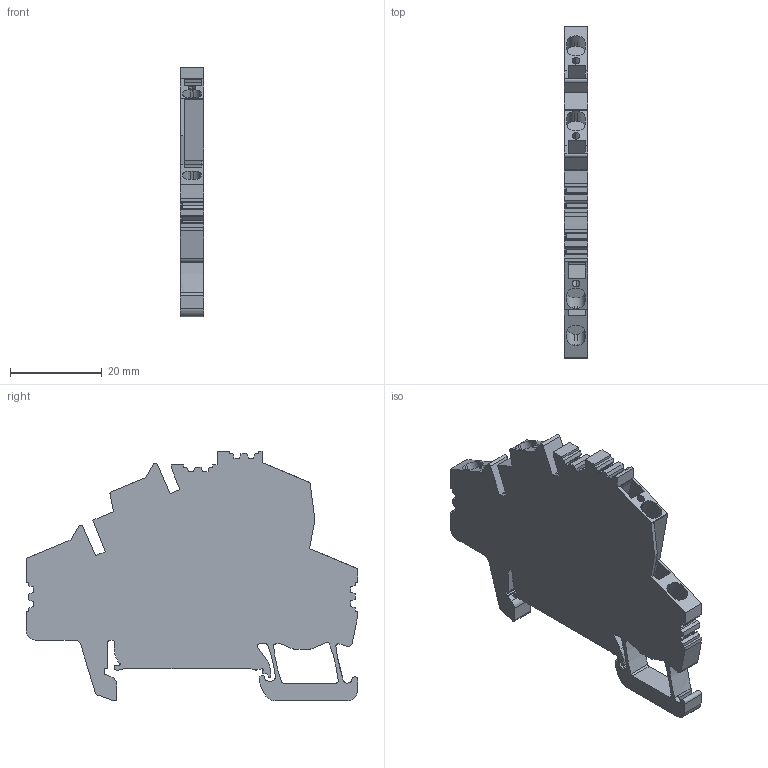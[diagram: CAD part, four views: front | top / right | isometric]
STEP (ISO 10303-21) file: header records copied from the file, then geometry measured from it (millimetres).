
FILE_DESCRIPTION(('CATIA V5R22 STEP214','CAx-IF Rec.Pracs.--- Model Styling and Organization---1.4--- 2014-01-23'),'2;1');
FILE_NAME ('021741-2_1', '2020-09-15T13:12:39+00:00', ('Weidmueller Interface'), ('Weidmueller'), 'CATIA Version 5-6 Release 2016 SP3 HF44', 'CATIA V5 STEP AP214', 'none');
FILE_SCHEMA(('AUTOMOTIVE_DESIGN { 1 0 10303 214 1 1 1 1 }'));
Length unit declared in the file: millimetre
Products named in the file (1): 1791040000
Bounding box: 5.1 x 72.35 x 54.5 mm (x, y, z)
Volume: 11788.3 mm3; surface area: 8313.4 mm2
Topology: 1 solids, 1 shells, 353 faces, 1050 edges, 710 vertices
Faces by surface type: plane 256, cylinder 97
Entity records: 11442 total; most frequent: ORIENTED_EDGE 2100, CARTESIAN_POINT 2071, DIRECTION 1670, EDGE_CURVE 1050, VECTOR 841, LINE 841, VERTEX_POINT 710, AXIS2_PLACEMENT_3D 520
